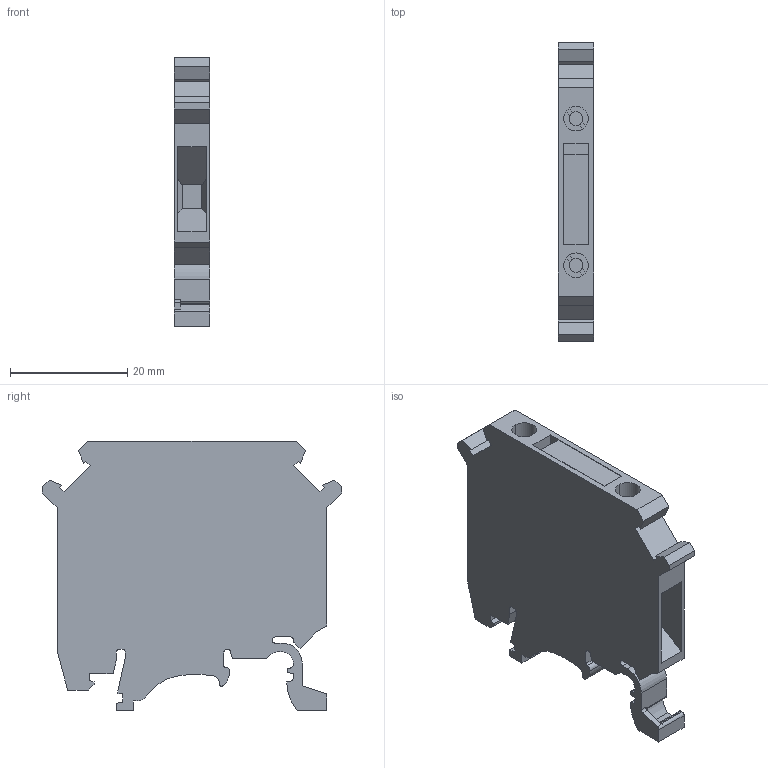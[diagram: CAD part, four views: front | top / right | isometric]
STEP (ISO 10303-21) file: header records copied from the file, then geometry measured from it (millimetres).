
FILE_DESCRIPTION(('Creo Elements/Direct Modeling STEP Export'),'2;1');
FILE_NAME('model.stp','2021-02-04T 0:31:07',(''),(''),'Creo Elements/Direct Modeling STEP processor for AP214 (Solid Model)','Creo Elements/Direct Modeling 20.1D 10-Oct-2020 (C) Parametric Technology GmbH','');
FILE_SCHEMA(('AUTOMOTIVE_DESIGN { 1 0 10303 214 1 1 1 1 }'));
Length unit declared in the file: millimetre
Products named in the file (2): UK_5-MTK-P_P_RD-select
Assembly tree (1 placements, depth 2):
  UK_5-MTK-P_P_RD-select
    UK_5-MTK-P_P_RD-select
Bounding box: 6.1 x 51 x 45.9 mm (x, y, z)
Volume: 9722.5 mm3; surface area: 5919.6 mm2
Topology: 1 solids, 1 shells, 158 faces, 449 edges, 298 vertices
Faces by surface type: plane 123, cylinder 35
Entity records: 6255 total; most frequent: ORIENTED_EDGE 898, CARTESIAN_POINT 873, DIRECTION 796, EDGE_CURVE 449, VECTOR 354, LINE 354, VERTEX_POINT 298, AXIS2_PLACEMENT_3D 221
